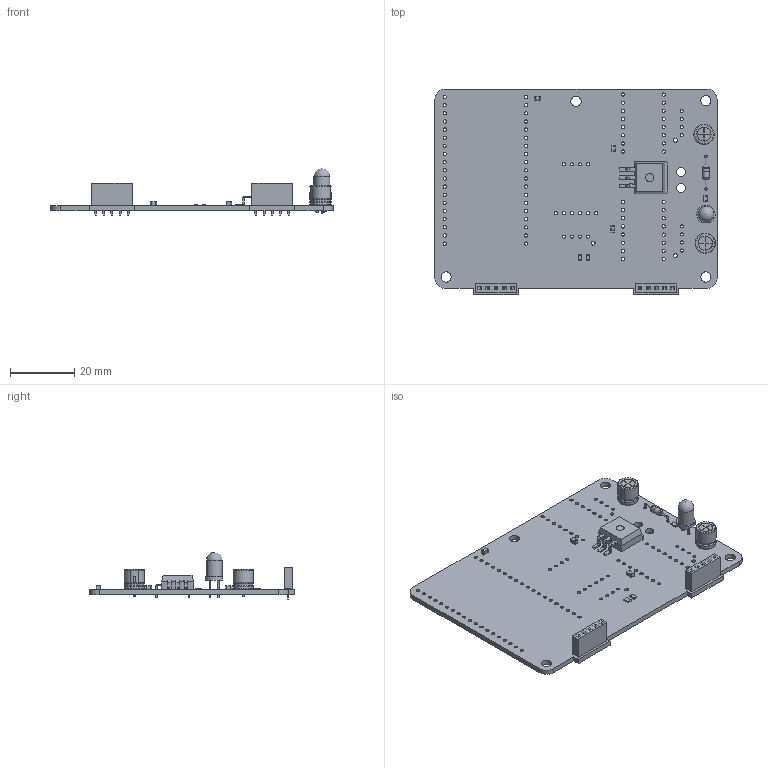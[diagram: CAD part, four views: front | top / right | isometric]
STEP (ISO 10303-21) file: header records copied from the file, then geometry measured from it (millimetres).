
FILE_DESCRIPTION(('KiCad electronic assembly'),'2;1');
FILE_NAME('SBR2.1.step','2024-10-04T16:01:30',('Pcbnew'),('Kicad'), 'Open CASCADE STEP processor 7.8','KiCad to STEP converter','Unknown' );
FILE_SCHEMA(('AUTOMOTIVE_DESIGN { 1 0 10303 214 1 1 1 1 }'));
Length unit declared in the file: millimetre
Products named in the file (16): SBR2.1 1; C_0805_2012Metric; R_0805_2012Metric; CP_Radial_D6.3mm_P2.50mm; CP_Radial_D63mm_P250mm; LED_D5.0mm; PinSocket_1x05_P2.54mm_Vertical; PinSocket_1x05_P254mm_Vertical; D_DO-35_SOD27_P10.16mm_Horizontal; TO-263-3_TabPin2; CQ assembly; _autosave-SBRLOL_PCB
Assembly tree (21 placements, depth 3):
  SBR2.1 1
    C_0805_2012Metric  x3
      C_0805_2012Metric
    R_0805_2012Metric  x3
      R_0805_2012Metric
    CP_Radial_D6.3mm_P2.50mm  x2
      CP_Radial_D63mm_P250mm
    LED_D5.0mm
      LED_D5.0mm
    PinSocket_1x05_P2.54mm_Vertical  x2
      PinSocket_1x05_P254mm_Vertical
    D_DO-35_SOD27_P10.16mm_Horizontal
      D_DO-35_SOD27_P10.16mm_Horizontal
    TO-263-3_TabPin2
      CQ assembly
    _autosave-SBRLOL_PCB
Bounding box: 88 x 64 x 14.7 mm (x, y, z)
Volume: 10050.1 mm3; surface area: 13982.5 mm2
Topology: 18 solids, 20 shells, 846 faces, 2190 edges, 1433 vertices
Faces by surface type: plane 590, cylinder 231, revolution 8, bspline 8, torus 8, sphere 1
Full cylindrical faces by diameter (mm): 0.5 x8, 0.8 x6, 0.9 x2, 0.95 x12, 1 x20, 1.02 x70, 1.2 x3, 2 x2, 2.02 x1, 2.5 x1, 2.7 x2, 3.2 x4, 4.9 x1
Entity records: 19588 total; most frequent: CARTESIAN_POINT 3382, DIRECTION 2836, ORIENTED_EDGE 2756, EDGE_CURVE 1378, LINE 982, VECTOR 982, AXIS2_PLACEMENT_3D 925, VERTEX_POINT 905
